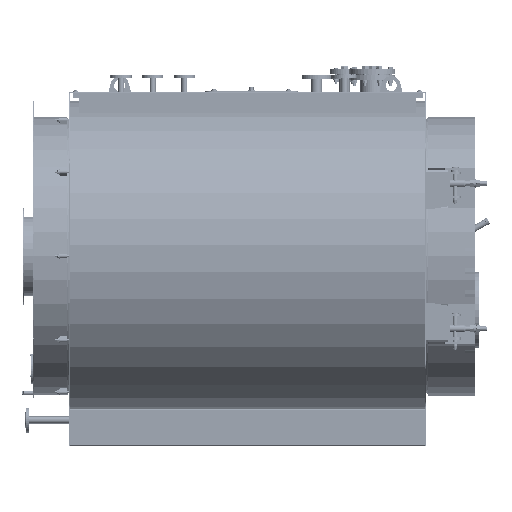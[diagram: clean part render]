
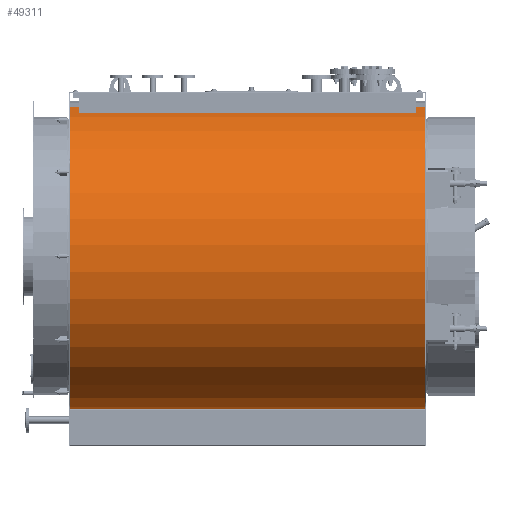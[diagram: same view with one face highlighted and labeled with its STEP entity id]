
A CAD part, top view. The second image highlights one B-rep face of the part: STEP entity #49311.
In plain terms, the highlighted cylindrical face has radius 838.5 mm (diameter 1677 mm), a partial arc.
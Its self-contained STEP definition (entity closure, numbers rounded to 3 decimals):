
#9094=FACE_BOUND('',#16127,.T.);
#10564=CIRCLE('',#55026,838.5);
#10565=CIRCLE('',#55027,838.5);
#12111=CYLINDRICAL_SURFACE('',#55025,838.5);
#13415=FACE_OUTER_BOUND('',#16126,.T.);
#16126=EDGE_LOOP('',(#39580,#39581,#39582,#39583));
#16127=EDGE_LOOP('',(#39584,#39585));
#17864=B_SPLINE_CURVE_WITH_KNOTS('',3,(#90418,#90419,#90420,#90421,#90422,
#90423,#90424,#90425,#90426,#90427,#90428,#90429,#90430,#90431,#90432,#90433,
#90434,#90435),.UNSPECIFIED.,.F.,.F.,(4,2,2,2,2,2,2,2,4),(0.,2.852,
5.705,8.557,11.409,13.846,16.282,
18.718,21.155),.UNSPECIFIED.);
#17865=B_SPLINE_CURVE_WITH_KNOTS('',3,(#90436,#90437,#90438,#90439,#90440,
#90441,#90442,#90443,#90444,#90445,#90446,#90447,#90448,#90449,#90450,#90451,
#90452,#90453,#90454,#90455,#90456,#90457,#90458,#90459,#90460,#90461,#90462,
#90463,#90464,#90465,#90466,#90467,#90468,#90469,#90470,#90471,#90472,#90473,
#90474,#90475,#90476,#90477,#90478,#90479,#90480,#90481,#90482,#90483,#90484,
#90485),.UNSPECIFIED.,.F.,.F.,(4,2,2,2,2,2,2,2,2,2,2,2,2,2,2,2,2,2,2,2,
2,2,2,2,4),(21.155,23.591,26.027,28.464,
30.9,33.752,36.605,39.457,42.309,
45.162,48.014,50.866,53.718,56.155,
58.591,61.027,63.464,65.9,68.336,
70.773,73.209,76.061,78.914,81.766,
84.618),.UNSPECIFIED.);
#19330=LINE('',#90563,#22532);
#19336=LINE('',#90578,#22538);
#22532=VECTOR('',#65283,10.);
#22538=VECTOR('',#65297,10.);
#26243=VERTEX_POINT('',#90416);
#26244=VERTEX_POINT('',#90417);
#26247=VERTEX_POINT('',#90559);
#26249=VERTEX_POINT('',#90562);
#26253=VERTEX_POINT('',#90574);
#26254=VERTEX_POINT('',#90576);
#31064=EDGE_CURVE('',#26243,#26244,#17864,.T.);
#31065=EDGE_CURVE('',#26244,#26243,#17865,.T.);
#31070=EDGE_CURVE('',#26247,#26249,#19330,.T.);
#31078=EDGE_CURVE('',#26253,#26254,#19336,.T.);
#31079=EDGE_CURVE('',#26253,#26247,#10564,.T.);
#31080=EDGE_CURVE('',#26249,#26254,#10565,.T.);
#39580=ORIENTED_EDGE('',*,*,#31079,.F.);
#39581=ORIENTED_EDGE('',*,*,#31078,.T.);
#39582=ORIENTED_EDGE('',*,*,#31080,.F.);
#39583=ORIENTED_EDGE('',*,*,#31070,.F.);
#39584=ORIENTED_EDGE('',*,*,#31064,.T.);
#39585=ORIENTED_EDGE('',*,*,#31065,.T.);
#49311=ADVANCED_FACE('',(#13415,#9094),#12111,.T.);
#55025=AXIS2_PLACEMENT_3D('',#90579,#65298,#65299);
#55026=AXIS2_PLACEMENT_3D('',#90580,#65300,#65301);
#55027=AXIS2_PLACEMENT_3D('',#90581,#65302,#65303);
#65283=DIRECTION('',(0.,0.,1.));
#65297=DIRECTION('',(0.,0.,1.));
#65298=DIRECTION('center_axis',(0.,0.,1.));
#65299=DIRECTION('ref_axis',(0.292,-0.956,0.));
#65300=DIRECTION('center_axis',(0.,0.,-1.));
#65301=DIRECTION('ref_axis',(0.292,-0.956,0.));
#65302=DIRECTION('center_axis',(0.,0.,1.));
#65303=DIRECTION('ref_axis',(0.292,-0.956,0.));
#90416=CARTESIAN_POINT('',(432.875,-718.124,1477.));
#90417=CARTESIAN_POINT('',(538.977,-642.328,1627.));
#90418=CARTESIAN_POINT('Ctrl Pts',(432.875,-718.124,1477.));
#90419=CARTESIAN_POINT('Ctrl Pts',(432.875,-718.124,1486.508));
#90420=CARTESIAN_POINT('Ctrl Pts',(433.565,-717.709,1496.375));
#90421=CARTESIAN_POINT('Ctrl Pts',(436.502,-715.927,1516.095));
#90422=CARTESIAN_POINT('Ctrl Pts',(438.748,-714.559,1525.947));
#90423=CARTESIAN_POINT('Ctrl Pts',(444.731,-710.851,1544.947));
#90424=CARTESIAN_POINT('Ctrl Pts',(448.471,-708.508,1554.106));
#90425=CARTESIAN_POINT('Ctrl Pts',(457.177,-702.921,1571.135));
#90426=CARTESIAN_POINT('Ctrl Pts',(462.144,-699.676,1579.005));
#90427=CARTESIAN_POINT('Ctrl Pts',(472.063,-693.014,1591.966));
#90428=CARTESIAN_POINT('Ctrl Pts',(477.207,-689.494,1597.676));
#90429=CARTESIAN_POINT('Ctrl Pts',(488.363,-681.638,1607.871));
#90430=CARTESIAN_POINT('Ctrl Pts',(494.374,-677.301,1612.355));
#90431=CARTESIAN_POINT('Ctrl Pts',(506.852,-668.015,1619.626));
#90432=CARTESIAN_POINT('Ctrl Pts',(513.331,-663.055,1622.42));
#90433=CARTESIAN_POINT('Ctrl Pts',(526.283,-652.822,1626.107));
#90434=CARTESIAN_POINT('Ctrl Pts',(532.756,-647.548,1627.));
#90435=CARTESIAN_POINT('Ctrl Pts',(538.977,-642.328,1627.));
#90436=CARTESIAN_POINT('Ctrl Pts',(538.977,-642.328,1627.));
#90437=CARTESIAN_POINT('Ctrl Pts',(545.199,-637.108,1627.));
#90438=CARTESIAN_POINT('Ctrl Pts',(551.516,-631.649,1626.107));
#90439=CARTESIAN_POINT('Ctrl Pts',(563.843,-620.671,1622.42));
#90440=CARTESIAN_POINT('Ctrl Pts',(569.852,-615.151,1619.626));
#90441=CARTESIAN_POINT('Ctrl Pts',(581.164,-604.475,1612.355));
#90442=CARTESIAN_POINT('Ctrl Pts',(586.479,-599.309,1607.871));
#90443=CARTESIAN_POINT('Ctrl Pts',(596.153,-589.687,1597.676));
#90444=CARTESIAN_POINT('Ctrl Pts',(600.513,-585.232,1591.966));
#90445=CARTESIAN_POINT('Ctrl Pts',(608.796,-576.62,1579.005));
#90446=CARTESIAN_POINT('Ctrl Pts',(612.854,-572.292,1571.135));
#90447=CARTESIAN_POINT('Ctrl Pts',(619.868,-564.689,1554.106));
#90448=CARTESIAN_POINT('Ctrl Pts',(622.825,-561.413,1544.947));
#90449=CARTESIAN_POINT('Ctrl Pts',(627.515,-556.165,1525.947));
#90450=CARTESIAN_POINT('Ctrl Pts',(629.253,-554.19,1516.095));
#90451=CARTESIAN_POINT('Ctrl Pts',(631.518,-551.607,1496.375));
#90452=CARTESIAN_POINT('Ctrl Pts',(632.046,-550.999,1486.508));
#90453=CARTESIAN_POINT('Ctrl Pts',(632.046,-550.999,1467.492));
#90454=CARTESIAN_POINT('Ctrl Pts',(631.518,-551.607,1457.625));
#90455=CARTESIAN_POINT('Ctrl Pts',(629.253,-554.19,1437.905));
#90456=CARTESIAN_POINT('Ctrl Pts',(627.515,-556.165,1428.053));
#90457=CARTESIAN_POINT('Ctrl Pts',(622.825,-561.413,1409.053));
#90458=CARTESIAN_POINT('Ctrl Pts',(619.868,-564.689,1399.894));
#90459=CARTESIAN_POINT('Ctrl Pts',(612.854,-572.292,1382.865));
#90460=CARTESIAN_POINT('Ctrl Pts',(608.796,-576.62,1374.995));
#90461=CARTESIAN_POINT('Ctrl Pts',(600.513,-585.232,1362.034));
#90462=CARTESIAN_POINT('Ctrl Pts',(596.153,-589.687,1356.324));
#90463=CARTESIAN_POINT('Ctrl Pts',(586.479,-599.309,1346.129));
#90464=CARTESIAN_POINT('Ctrl Pts',(581.164,-604.475,1341.645));
#90465=CARTESIAN_POINT('Ctrl Pts',(569.852,-615.151,1334.374));
#90466=CARTESIAN_POINT('Ctrl Pts',(563.843,-620.671,1331.58));
#90467=CARTESIAN_POINT('Ctrl Pts',(551.516,-631.649,1327.893));
#90468=CARTESIAN_POINT('Ctrl Pts',(545.199,-637.108,1327.));
#90469=CARTESIAN_POINT('Ctrl Pts',(532.756,-647.548,1327.));
#90470=CARTESIAN_POINT('Ctrl Pts',(526.283,-652.822,1327.893));
#90471=CARTESIAN_POINT('Ctrl Pts',(513.331,-663.055,1331.58));
#90472=CARTESIAN_POINT('Ctrl Pts',(506.852,-668.015,1334.374));
#90473=CARTESIAN_POINT('Ctrl Pts',(494.374,-677.301,1341.645));
#90474=CARTESIAN_POINT('Ctrl Pts',(488.363,-681.638,1346.129));
#90475=CARTESIAN_POINT('Ctrl Pts',(477.207,-689.494,1356.324));
#90476=CARTESIAN_POINT('Ctrl Pts',(472.063,-693.014,1362.034));
#90477=CARTESIAN_POINT('Ctrl Pts',(462.144,-699.676,1374.995));
#90478=CARTESIAN_POINT('Ctrl Pts',(457.177,-702.921,1382.865));
#90479=CARTESIAN_POINT('Ctrl Pts',(448.471,-708.508,1399.894));
#90480=CARTESIAN_POINT('Ctrl Pts',(444.731,-710.851,1409.053));
#90481=CARTESIAN_POINT('Ctrl Pts',(438.748,-714.559,1428.053));
#90482=CARTESIAN_POINT('Ctrl Pts',(436.502,-715.927,1437.905));
#90483=CARTESIAN_POINT('Ctrl Pts',(433.565,-717.709,1457.625));
#90484=CARTESIAN_POINT('Ctrl Pts',(432.875,-718.124,1467.492));
#90485=CARTESIAN_POINT('Ctrl Pts',(432.875,-718.124,1477.));
#90559=CARTESIAN_POINT('',(-245.,801.909,0.));
#90562=CARTESIAN_POINT('',(-245.,801.909,1909.));
#90563=CARTESIAN_POINT('',(-245.,801.909,0.));
#90574=CARTESIAN_POINT('',(245.,801.909,0.));
#90576=CARTESIAN_POINT('',(245.,801.909,1909.));
#90578=CARTESIAN_POINT('',(245.,801.909,0.));
#90579=CARTESIAN_POINT('Origin',(0.,0.,0.));
#90580=CARTESIAN_POINT('Origin',(0.,0.,0.));
#90581=CARTESIAN_POINT('Origin',(0.,0.,1909.));
